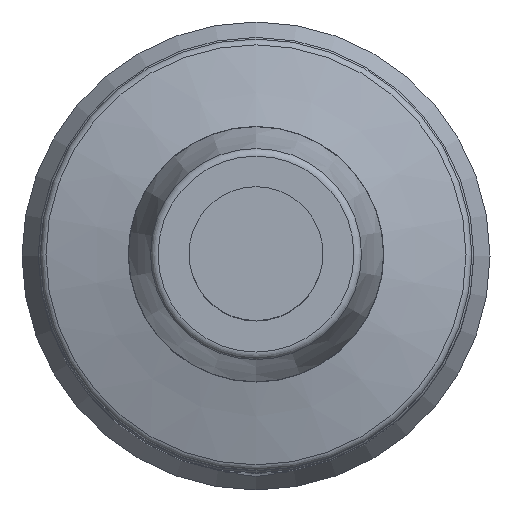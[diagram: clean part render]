
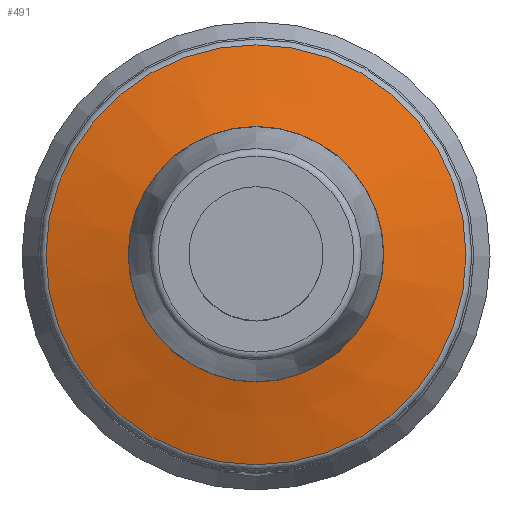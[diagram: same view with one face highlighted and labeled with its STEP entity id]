
A CAD part, top view. The second image highlights one B-rep face of the part: STEP entity #491.
In plain terms, the highlighted conical face has half-angle 75 degrees and reference radius 6.15 mm.
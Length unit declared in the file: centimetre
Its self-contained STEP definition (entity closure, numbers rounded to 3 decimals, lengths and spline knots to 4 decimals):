
#15=CONICAL_SURFACE('',#554,0.615,75.);
#59=FACE_BOUND('',#210,.T.);
#109=CIRCLE('',#551,0.4371);
#111=CIRCLE('',#555,0.8078);
#151=FACE_OUTER_BOUND('',#209,.T.);
#209=EDGE_LOOP('',(#413));
#210=EDGE_LOOP('',(#414));
#290=VERTEX_POINT('',#1298);
#292=VERTEX_POINT('',#1304);
#338=EDGE_CURVE('',#290,#290,#109,.T.);
#340=EDGE_CURVE('',#292,#292,#111,.T.);
#413=ORIENTED_EDGE('',*,*,#340,.F.);
#414=ORIENTED_EDGE('',*,*,#338,.F.);
#491=ADVANCED_FACE('',(#151,#59),#15,.T.);
#551=AXIS2_PLACEMENT_3D('',#1299,#675,#676);
#554=AXIS2_PLACEMENT_3D('',#1303,#681,#682);
#555=AXIS2_PLACEMENT_3D('',#1305,#683,#684);
#675=DIRECTION('center_axis',(0.,0.,
1.));
#676=DIRECTION('ref_axis',(0.,-1.,0.));
#681=DIRECTION('center_axis',(0.,0.,
-1.));
#682=DIRECTION('ref_axis',(0.,1.,0.));
#683=DIRECTION('center_axis',(0.,0.,
-1.));
#684=DIRECTION('ref_axis',(-1.,0.,0.));
#1298=CARTESIAN_POINT('',(0.0924,1.2098,7.0403));
#1299=CARTESIAN_POINT('Origin',(0.0924,0.7728,7.0403));
#1303=CARTESIAN_POINT('Origin',(0.0924,0.7728,6.9926));
#1304=CARTESIAN_POINT('',(0.9001,0.7728,6.941));
#1305=CARTESIAN_POINT('Origin',(0.0924,0.7728,6.941));
